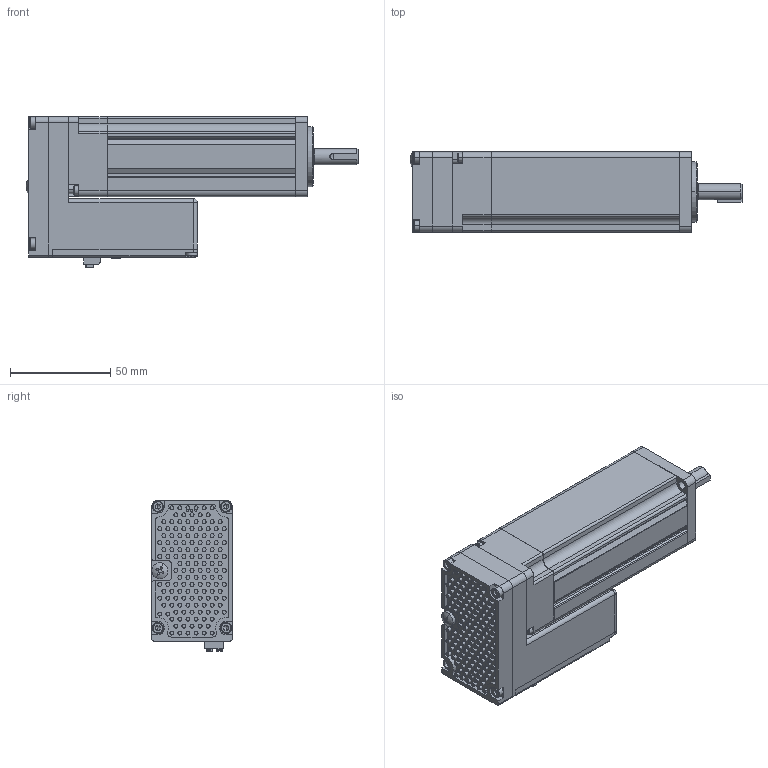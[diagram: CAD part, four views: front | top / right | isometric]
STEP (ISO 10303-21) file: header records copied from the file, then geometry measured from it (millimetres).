
FILE_DESCRIPTION (( 'STEP AP214' ), '1' );
FILE_NAME ('MDX40 100W-B IP20 RC.STEP', '2023-11-27T02:30:40', ( '' ), ( '' ), 'SwSTEP 2.0', 'SolidWorks 2015', '' );
FILE_SCHEMA (( 'AUTOMOTIVE_DESIGN' ));
Length unit declared in the file: millimetre
Products named in the file (1): MDX40 100W-B IP20 RC
Bounding box: 165.36 x 40 x 75.2 mm (x, y, z)
Surface area: 49269.4 mm2 (no closed solid volume)
Topology: 0 solids, 53 shells, 1531 faces, 5273 edges, 3830 vertices
Faces by surface type: plane 769, cylinder 618, bspline 63, cone 41, torus 28, sphere 12
Entity records: 76494 total; most frequent: CARTESIAN_POINT 14870, DIRECTION 9452, ORIENTED_EDGE 8172, EDGE_CURVE 5244, VERTEX_POINT 3830, LINE 3302, VECTOR 3302, AXIS2_PLACEMENT_3D 3075
